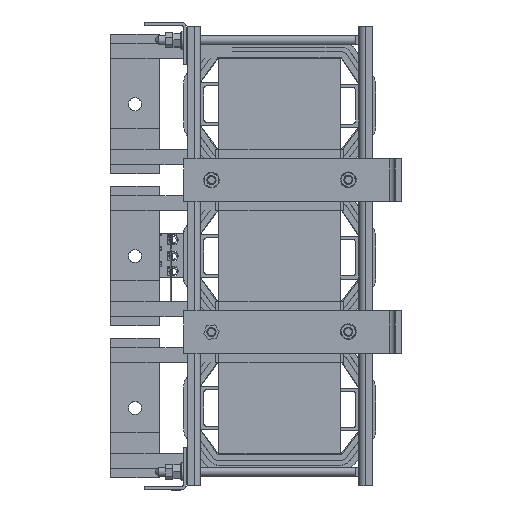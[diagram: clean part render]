
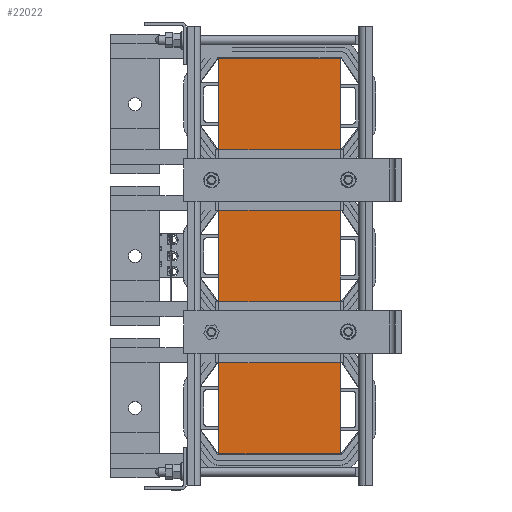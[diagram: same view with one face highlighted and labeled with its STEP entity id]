
A CAD part, left-side view. The second image highlights one B-rep face of the part: STEP entity #22022.
In plain terms, the highlighted planar face has unit normal (-1, 0, 0).
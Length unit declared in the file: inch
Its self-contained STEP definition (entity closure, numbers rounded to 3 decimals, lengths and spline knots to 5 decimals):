
#2267=FACE_OUTER_BOUND('',#3487,.T.);
#3487=EDGE_LOOP('',(#15648,#15649,#15650,#15651));
#5066=LINE('',#32171,#7283);
#5068=LINE('',#32176,#7285);
#5069=LINE('',#32177,#7286);
#5070=LINE('',#32178,#7287);
#7283=VECTOR('',#26463,0.3937);
#7285=VECTOR('',#26467,0.3937);
#7286=VECTOR('',#26468,0.3937);
#7287=VECTOR('',#26469,0.3937);
#9436=VERTEX_POINT('',#32168);
#9437=VERTEX_POINT('',#32170);
#9438=VERTEX_POINT('',#32174);
#9439=VERTEX_POINT('',#32175);
#11783=EDGE_CURVE('',#9437,#9436,#5066,.T.);
#11785=EDGE_CURVE('',#9438,#9439,#5068,.T.);
#11786=EDGE_CURVE('',#9439,#9437,#5069,.T.);
#11787=EDGE_CURVE('',#9438,#9436,#5070,.T.);
#15648=ORIENTED_EDGE('',*,*,#11785,.T.);
#15649=ORIENTED_EDGE('',*,*,#11786,.T.);
#15650=ORIENTED_EDGE('',*,*,#11783,.T.);
#15651=ORIENTED_EDGE('',*,*,#11787,.F.);
#21115=PLANE('',#23928);
#22022=ADVANCED_FACE('',(#2267),#21115,.T.);
#23928=AXIS2_PLACEMENT_3D('',#32173,#26465,#26466);
#26463=DIRECTION('',(0.,-1.,0.));
#26465=DIRECTION('center_axis',(-1.,0.,0.));
#26466=DIRECTION('ref_axis',(0.,0.,1.));
#26467=DIRECTION('',(0.,1.,0.));
#26468=DIRECTION('',(0.,0.,-1.));
#26469=DIRECTION('',(0.,0.,-1.));
#32168=CARTESIAN_POINT('',(-1.21835,-4.15155,-8.125));
#32170=CARTESIAN_POINT('',(-1.21835,0.84845,-8.125));
#32171=CARTESIAN_POINT('',(-1.21835,-4.15155,-8.125));
#32173=CARTESIAN_POINT('Origin',(-1.21835,-4.15155,0.));
#32174=CARTESIAN_POINT('',(-1.21835,-4.15155,8.125));
#32175=CARTESIAN_POINT('',(-1.21835,0.84845,8.125));
#32176=CARTESIAN_POINT('',(-1.21835,-4.15155,8.125));
#32177=CARTESIAN_POINT('',(-1.21835,0.84845,0.));
#32178=CARTESIAN_POINT('',(-1.21835,-4.15155,0.));
